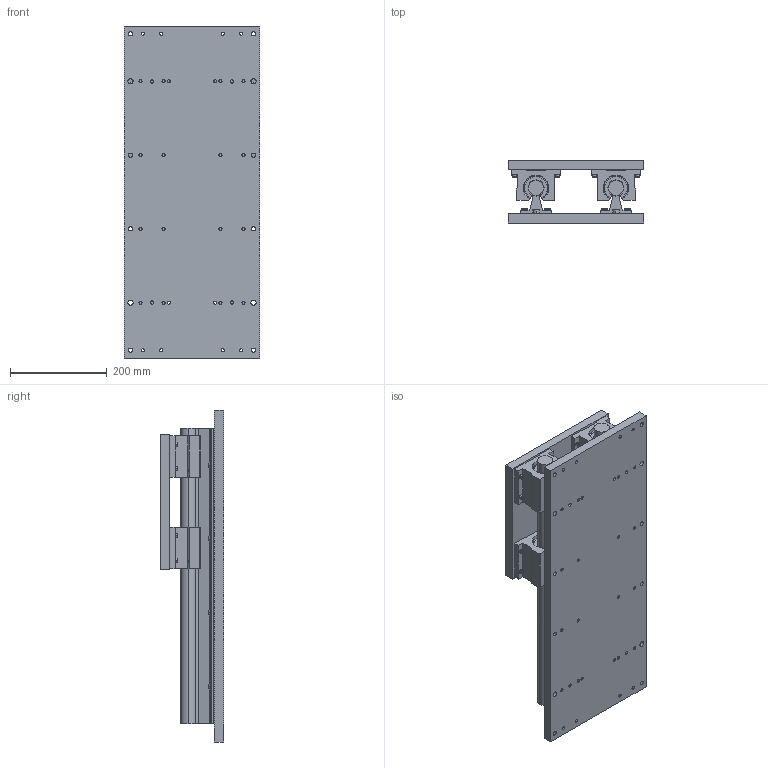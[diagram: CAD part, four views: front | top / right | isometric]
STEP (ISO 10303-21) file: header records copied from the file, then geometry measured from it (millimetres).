
FILE_DESCRIPTION (( 'STEP AP214' ), '1' );
FILE_NAME ('LinearSlide2_8FF67CD335.step', '2022-04-25T17:12:25', ( '' ), ( '' ), 'SwSTEP 2.0', 'SolidWorks 2019', '' );
FILE_SCHEMA (( 'AUTOMOTIVE_DESIGN' ));
Length unit declared in the file: inch
Products named in the file (5): et3jx0GhkH_CADModel_1; et3jx0GhkH_CADModel_0; LinearSlide2_8FF67CD335
Assembly tree (2 placements, depth 2):
  et3jx0GhkH_CADModel_1
  et3jx0GhkH_CADModel_0
  LinearSlide2_8FF67CD335
    et3jx0GhkH_CADModel_1
    et3jx0GhkH_CADModel_0
Bounding box: 279.4 x 130.18 x 685.8 mm (x, y, z)
Volume: 8567398.5 mm3; surface area: 1380724.3 mm2
Topology: 78 solids, 78 shells, 2267 faces, 5520 edges, 3400 vertices
Faces by surface type: plane 861, cylinder 802, cone 460, torus 96, sphere 32, bspline 16
Entity records: 99975 total; most frequent: CARTESIAN_POINT 15213, DIRECTION 11902, ORIENTED_EDGE 10880, EDGE_CURVE 5440, AXIS2_PLACEMENT_3D 4609, VERTEX_POINT 3400, VECTOR 2684, LINE 2684
